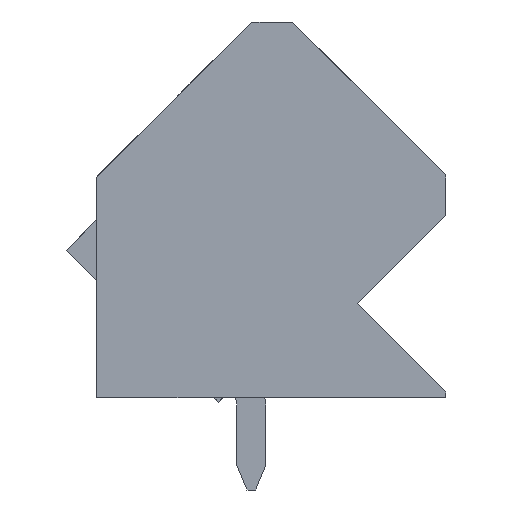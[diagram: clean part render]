
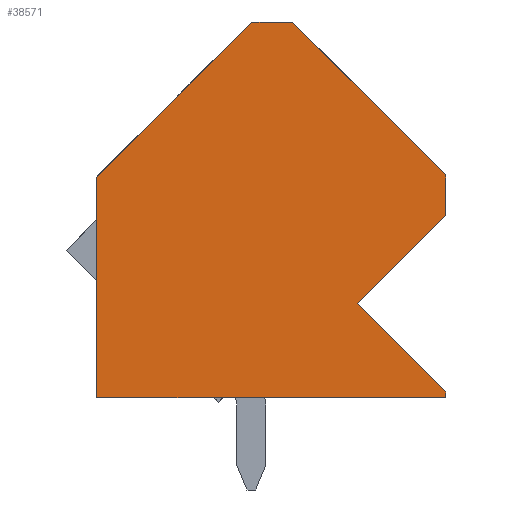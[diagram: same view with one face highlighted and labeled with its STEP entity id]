
A CAD part, left-side view. The second image highlights one B-rep face of the part: STEP entity #38571.
In plain terms, the highlighted planar face has unit normal (-1, 0, 0).
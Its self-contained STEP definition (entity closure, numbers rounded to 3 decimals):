
#38534=AXIS2_PLACEMENT_3D('Plane Axis2P3D',#38531,#38532,#38533) ;
#38380=CARTESIAN_POINT('Vertex',(0.,6.718,16.228)) ;
#38383=CARTESIAN_POINT('Line Origine',(0.,6.01,16.228)) ;
#38387=CARTESIAN_POINT('Vertex',(0.,5.303,16.228)) ;
#38423=CARTESIAN_POINT('Vertex',(0.,0.001,3.4)) ;
#38426=CARTESIAN_POINT('Line Origine',(0.,0.,3.3)) ;
#38430=CARTESIAN_POINT('Vertex',(0.,0.,3.2)) ;
#38456=CARTESIAN_POINT('Vertex',(0.,3.055,6.455)) ;
#38459=CARTESIAN_POINT('Line Origine',(0.,1.528,4.927)) ;
#38482=CARTESIAN_POINT('Vertex',(0.,0.,9.51)) ;
#38485=CARTESIAN_POINT('Line Origine',(0.,1.528,7.983)) ;
#38515=CARTESIAN_POINT('Vertex',(0.,0.,10.924)) ;
#38518=CARTESIAN_POINT('Line Origine',(0.,0.,10.217)) ;
#38531=CARTESIAN_POINT('Axis2P3D Location',(0.,0.,0.)) ;
#38536=CARTESIAN_POINT('Line Origine',(0.,9.405,13.54)) ;
#38540=CARTESIAN_POINT('Vertex',(0.,12.092,10.853)) ;
#38543=CARTESIAN_POINT('Line Origine',(0.,12.093,7.027)) ;
#38547=CARTESIAN_POINT('Vertex',(0.,12.093,3.2)) ;
#38550=CARTESIAN_POINT('Line Origine',(0.,6.046,3.2)) ;
#38555=CARTESIAN_POINT('Line Origine',(0.,2.652,13.576)) ;
#38384=DIRECTION('Vector Direction',(0.,-1.,0.)) ;
#38427=DIRECTION('Vector Direction',(0.,-0.004,-1.)) ;
#38460=DIRECTION('Vector Direction',(0.,-0.707,-0.707)) ;
#38486=DIRECTION('Vector Direction',(0.,0.707,-0.707)) ;
#38519=DIRECTION('Vector Direction',(0.,0.,-1.)) ;
#38532=DIRECTION('Axis2P3D Direction',(-1.,0.,0.)) ;
#38533=DIRECTION('Axis2P3D XDirection',(0.,0.,1.)) ;
#38537=DIRECTION('Vector Direction',(0.,-0.707,0.707)) ;
#38544=DIRECTION('Vector Direction',(0.,0.,1.)) ;
#38551=DIRECTION('Vector Direction',(0.,1.,0.)) ;
#38556=DIRECTION('Vector Direction',(0.,-0.707,-0.707)) ;
#38385=VECTOR('Line Direction',#38384,1.) ;
#38428=VECTOR('Line Direction',#38427,1.) ;
#38461=VECTOR('Line Direction',#38460,1.) ;
#38487=VECTOR('Line Direction',#38486,1.) ;
#38520=VECTOR('Line Direction',#38519,1.) ;
#38538=VECTOR('Line Direction',#38537,1.) ;
#38545=VECTOR('Line Direction',#38544,1.) ;
#38552=VECTOR('Line Direction',#38551,1.) ;
#38557=VECTOR('Line Direction',#38556,1.) ;
#38561=ORIENTED_EDGE('',*,*,#38389,.T.) ;
#38562=ORIENTED_EDGE('',*,*,#38542,.T.) ;
#38563=ORIENTED_EDGE('',*,*,#38549,.T.) ;
#38564=ORIENTED_EDGE('',*,*,#38554,.T.) ;
#38565=ORIENTED_EDGE('',*,*,#38432,.T.) ;
#38566=ORIENTED_EDGE('',*,*,#38463,.T.) ;
#38567=ORIENTED_EDGE('',*,*,#38489,.T.) ;
#38568=ORIENTED_EDGE('',*,*,#38522,.T.) ;
#38569=ORIENTED_EDGE('',*,*,#38559,.T.) ;
#38571=ADVANCED_FACE('HOUSING',(#38570),#38535,.T.) ;
#38389=EDGE_CURVE('',#38388,#38381,#38386,.F.) ;
#38432=EDGE_CURVE('',#38431,#38424,#38429,.F.) ;
#38463=EDGE_CURVE('',#38424,#38457,#38462,.F.) ;
#38489=EDGE_CURVE('',#38457,#38483,#38488,.F.) ;
#38522=EDGE_CURVE('',#38483,#38516,#38521,.F.) ;
#38542=EDGE_CURVE('',#38381,#38541,#38539,.F.) ;
#38549=EDGE_CURVE('',#38541,#38548,#38546,.F.) ;
#38554=EDGE_CURVE('',#38548,#38431,#38553,.F.) ;
#38559=EDGE_CURVE('',#38516,#38388,#38558,.F.) ;
#38560=EDGE_LOOP('',(#38561,#38562,#38563,#38564,#38565,#38566,#38567,#38568,#38569)) ;
#38570=FACE_OUTER_BOUND('',#38560,.T.) ;
#38386=LINE('Line',#38383,#38385) ;
#38429=LINE('Line',#38426,#38428) ;
#38462=LINE('Line',#38459,#38461) ;
#38488=LINE('Line',#38485,#38487) ;
#38521=LINE('Line',#38518,#38520) ;
#38539=LINE('Line',#38536,#38538) ;
#38546=LINE('Line',#38543,#38545) ;
#38553=LINE('Line',#38550,#38552) ;
#38558=LINE('Line',#38555,#38557) ;
#38535=PLANE('',#38534) ;
#38381=VERTEX_POINT('',#38380) ;
#38388=VERTEX_POINT('',#38387) ;
#38424=VERTEX_POINT('',#38423) ;
#38431=VERTEX_POINT('',#38430) ;
#38457=VERTEX_POINT('',#38456) ;
#38483=VERTEX_POINT('',#38482) ;
#38516=VERTEX_POINT('',#38515) ;
#38541=VERTEX_POINT('',#38540) ;
#38548=VERTEX_POINT('',#38547) ;
